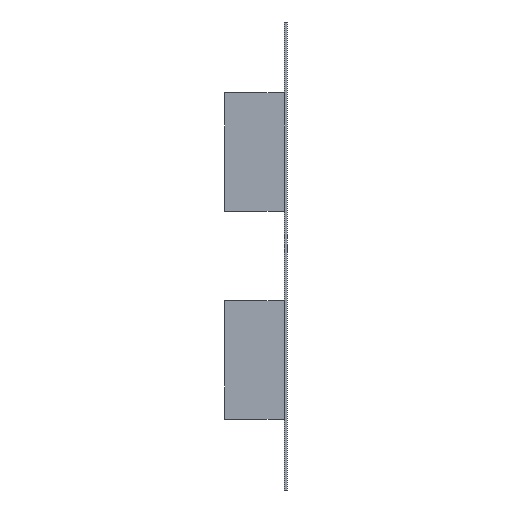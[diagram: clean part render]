
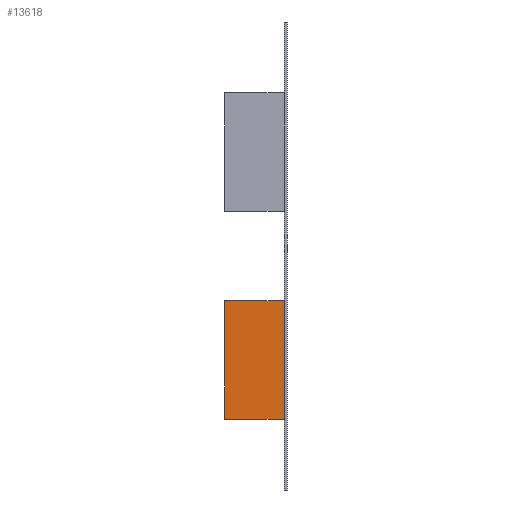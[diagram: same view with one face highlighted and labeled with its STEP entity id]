
A CAD part, left-side view. The second image highlights one B-rep face of the part: STEP entity #13618.
In plain terms, the highlighted planar face has unit normal (-1, 0, 0).
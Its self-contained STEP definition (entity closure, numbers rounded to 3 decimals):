
#105 = DIRECTION ( 'NONE',  ( 1., 0., 0. ) ) ;
#558 = LINE ( 'NONE', #7663, #5768 ) ;
#2800 = VERTEX_POINT ( 'NONE', #19762 ) ;
#3714 = CARTESIAN_POINT ( 'NONE',  ( -50.017, 0.1, 9.74 ) ) ;
#5558 = DIRECTION ( 'NONE',  ( 0., -1., 0. ) ) ;
#5768 = VECTOR ( 'NONE', #18617, 1000. ) ;
#5836 = ORIENTED_EDGE ( 'NONE', *, *, #21796, .F. ) ;
#6671 = PLANE ( 'NONE',  #16408 ) ;
#7033 = EDGE_CURVE ( 'NONE', #10571, #2800, #22995, .T. ) ;
#7635 = EDGE_CURVE ( 'NONE', #9734, #12076, #558, .T. ) ;
#7663 = CARTESIAN_POINT ( 'NONE',  ( -50.017, 2., 9.74 ) ) ;
#8202 = FACE_OUTER_BOUND ( 'NONE', #19944, .T. ) ;
#8273 = CARTESIAN_POINT ( 'NONE',  ( -50.017, 2., 13.543 ) ) ;
#8638 = LINE ( 'NONE', #8273, #18929 ) ;
#9734 = VERTEX_POINT ( 'NONE', #24049 ) ;
#10071 = ORIENTED_EDGE ( 'NONE', *, *, #23531, .T. ) ;
#10355 = DIRECTION ( 'NONE',  ( 0., 0., 1. ) ) ;
#10571 = VERTEX_POINT ( 'NONE', #25022 ) ;
#12076 = VERTEX_POINT ( 'NONE', #24965 ) ;
#12689 = DIRECTION ( 'NONE',  ( 0., -1., 0. ) ) ;
#13307 = CARTESIAN_POINT ( 'NONE',  ( -50.017, 2., 9.74 ) ) ;
#13618 = ADVANCED_FACE ( 'NONE', ( #8202 ), #6671, .F. ) ;
#14736 = ORIENTED_EDGE ( 'NONE', *, *, #7635, .F. ) ;
#14836 = LINE ( 'NONE', #16492, #25871 ) ;
#15483 = DIRECTION ( 'NONE',  ( 0., 0., -1. ) ) ;
#16408 = AXIS2_PLACEMENT_3D ( 'NONE', #13307, #105, #15483 ) ;
#16492 = CARTESIAN_POINT ( 'NONE',  ( -50.017, 2., 9.74 ) ) ;
#18617 = DIRECTION ( 'NONE',  ( 0., 0., 1. ) ) ;
#18929 = VECTOR ( 'NONE', #12689, 1000. ) ;
#19443 = ORIENTED_EDGE ( 'NONE', *, *, #7033, .T. ) ;
#19762 = CARTESIAN_POINT ( 'NONE',  ( -50.017, 0.1, 13.543 ) ) ;
#19944 = EDGE_LOOP ( 'NONE', ( #19443, #5836, #14736, #10071 ) ) ;
#21796 = EDGE_CURVE ( 'NONE', #12076, #2800, #8638, .T. ) ;
#22995 = LINE ( 'NONE', #3714, #27479 ) ;
#23531 = EDGE_CURVE ( 'NONE', #9734, #10571, #14836, .T. ) ;
#24049 = CARTESIAN_POINT ( 'NONE',  ( -50.017, 2., 9.74 ) ) ;
#24965 = CARTESIAN_POINT ( 'NONE',  ( -50.017, 2., 13.543 ) ) ;
#25022 = CARTESIAN_POINT ( 'NONE',  ( -50.017, 0.1, 9.74 ) ) ;
#25871 = VECTOR ( 'NONE', #5558, 1000. ) ;
#27479 = VECTOR ( 'NONE', #10355, 1000. ) ;
